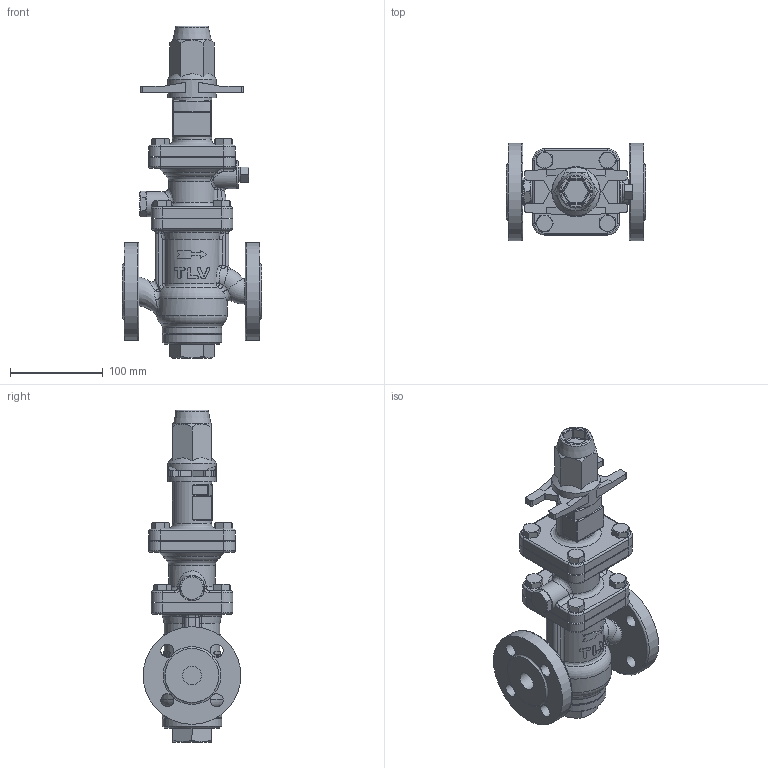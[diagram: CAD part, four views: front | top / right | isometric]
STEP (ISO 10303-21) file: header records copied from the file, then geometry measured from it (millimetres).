
FILE_DESCRIPTION((''),'2;1');
FILE_NAME('csr3x-020-e0025-00.stp','2009-08-27T13:43:28',('nakaot'),(''),'Autodesk Inventor 2008','Autodesk Inventor 2008','');
FILE_SCHEMA(('AUTOMOTIVE_DESIGN { 1 0 10303 214 1 1 1 1 }'));
Length unit declared in the file: millimetre
Products named in the file (1): csr3x-020-e0025-00
Bounding box: 150 x 105 x 357 mm (x, y, z)
Volume: 1482456.3 mm3; surface area: 186948.3 mm2
Topology: 1 solids, 1 shells, 637 faces, 1549 edges, 928 vertices
Faces by surface type: plane 214, bspline 160, cylinder 141, cone 79, torus 37, sphere 6
Full cylindrical faces by diameter (mm): 10 x8, 20 x2, 27 x2, 30 x1, 42 x1, 52 x1, 64 x2, 67.531 x1, 67.717 x1, 105 x2
Entity records: 36859 total; most frequent: CARTESIAN_POINT 23546, ORIENTED_EDGE 2894, DIRECTION 2501, EDGE_CURVE 1447, AXIS2_PLACEMENT_3D 998, VERTEX_POINT 901, EDGE_LOOP 756, FACE_OUTER_BOUND 636
